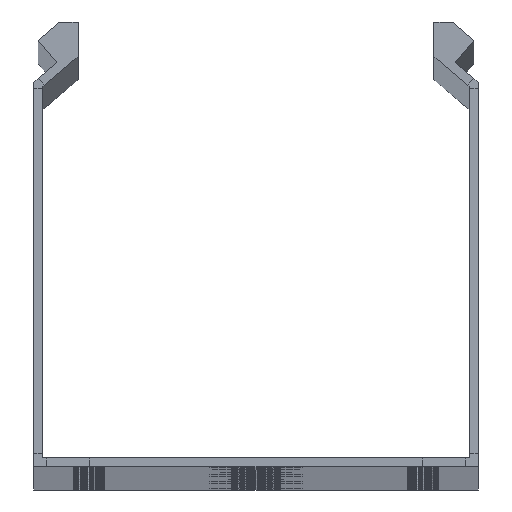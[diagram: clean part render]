
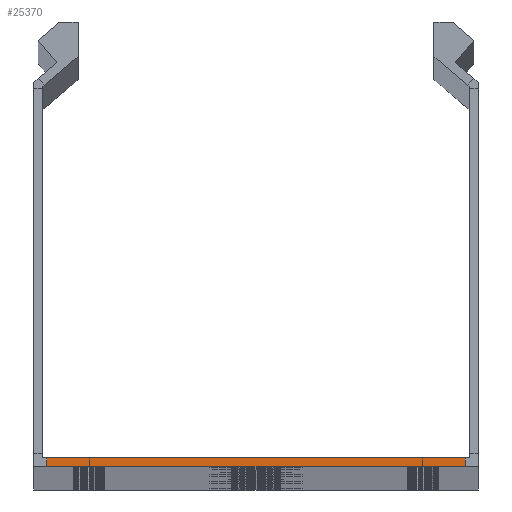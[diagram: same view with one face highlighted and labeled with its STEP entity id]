
A CAD part, top view. The second image highlights one B-rep face of the part: STEP entity #25370.
In plain terms, the highlighted planar face has unit normal (0, 0, 1).
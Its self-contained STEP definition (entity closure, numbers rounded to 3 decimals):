
#1638 = DIRECTION ( 'NONE',  ( 0., 0., 1. ) ) ;
#1704 = LINE ( 'NONE', #18616, #60427 ) ;
#1828 = FACE_OUTER_BOUND ( 'NONE', #41745, .T. ) ;
#6436 = VERTEX_POINT ( 'NONE', #21025 ) ;
#6877 = DIRECTION ( 'NONE',  ( 1., 0., 0. ) ) ;
#11592 = CARTESIAN_POINT ( 'NONE',  ( -50., 2., 1500. ) ) ;
#12564 = EDGE_CURVE ( 'NONE', #61246, #32244, #43049, .T. ) ;
#16329 = LINE ( 'NONE', #11592, #27790 ) ;
#16978 = CARTESIAN_POINT ( 'NONE',  ( 47., 0., 1500. ) ) ;
#17195 = DIRECTION ( 'NONE',  ( 0., 1., 0. ) ) ;
#17351 = CARTESIAN_POINT ( 'NONE',  ( 47., 2., 1500. ) ) ;
#18616 = CARTESIAN_POINT ( 'NONE',  ( -47., 2., 1500. ) ) ;
#21025 = CARTESIAN_POINT ( 'NONE',  ( -47., 2., 1500. ) ) ;
#23884 = DIRECTION ( 'NONE',  ( 0., -1., 0. ) ) ;
#25370 = ADVANCED_FACE ( 'NONE', ( #1828 ), #64032, .T. ) ;
#26012 = EDGE_CURVE ( 'NONE', #6436, #32244, #1704, .T. ) ;
#27303 = DIRECTION ( 'NONE',  ( -1., 0., 0. ) ) ;
#27610 = VECTOR ( 'NONE', #40588, 1000. ) ;
#27790 = VECTOR ( 'NONE', #27303, 1000. ) ;
#31648 = EDGE_CURVE ( 'NONE', #66786, #6436, #16329, .T. ) ;
#32244 = VERTEX_POINT ( 'NONE', #39148 ) ;
#32829 = CARTESIAN_POINT ( 'NONE',  ( 48., 3., 1500. ) ) ;
#39148 = CARTESIAN_POINT ( 'NONE',  ( -47., 0., 1500. ) ) ;
#39902 = VECTOR ( 'NONE', #17195, 1000. ) ;
#40588 = DIRECTION ( 'NONE',  ( -1., 0., 0. ) ) ;
#41745 = EDGE_LOOP ( 'NONE', ( #53315, #45903, #52686, #59033 ) ) ;
#43049 = LINE ( 'NONE', #67212, #27610 ) ;
#45903 = ORIENTED_EDGE ( 'NONE', *, *, #54181, .T. ) ;
#52686 = ORIENTED_EDGE ( 'NONE', *, *, #31648, .T. ) ;
#53135 = AXIS2_PLACEMENT_3D ( 'NONE', #32829, #1638, #6877 ) ;
#53315 = ORIENTED_EDGE ( 'NONE', *, *, #12564, .F. ) ;
#53718 = LINE ( 'NONE', #16978, #39902 ) ;
#54181 = EDGE_CURVE ( 'NONE', #61246, #66786, #53718, .T. ) ;
#59033 = ORIENTED_EDGE ( 'NONE', *, *, #26012, .T. ) ;
#60427 = VECTOR ( 'NONE', #23884, 1000. ) ;
#61246 = VERTEX_POINT ( 'NONE', #64024 ) ;
#64024 = CARTESIAN_POINT ( 'NONE',  ( 47., 0., 1500. ) ) ;
#64032 = PLANE ( 'NONE',  #53135 ) ;
#66786 = VERTEX_POINT ( 'NONE', #17351 ) ;
#67212 = CARTESIAN_POINT ( 'NONE',  ( -50., 0., 1500. ) ) ;
